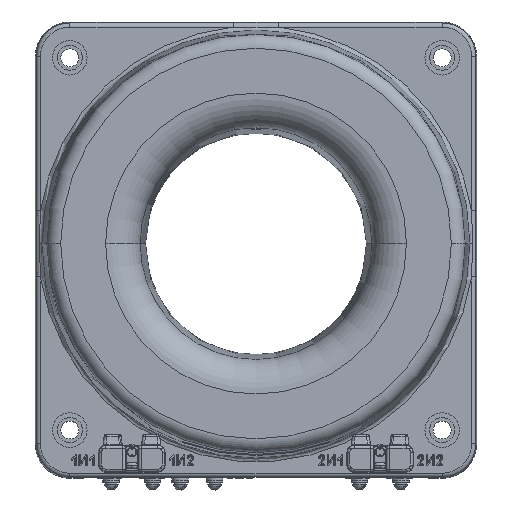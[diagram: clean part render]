
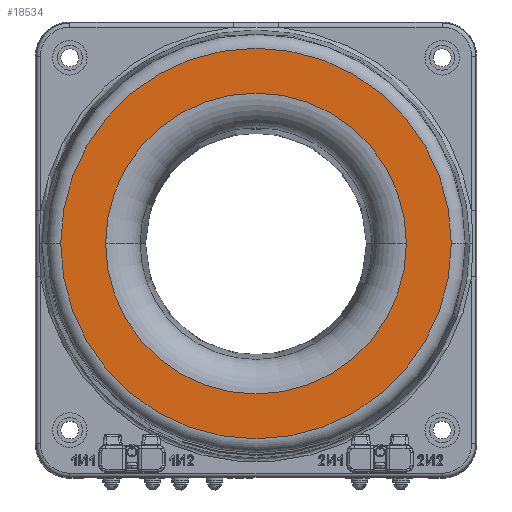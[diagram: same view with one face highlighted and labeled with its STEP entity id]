
A CAD part, top view. The second image highlights one B-rep face of the part: STEP entity #18534.
In plain terms, the highlighted planar face has unit normal (0, 0, 1).
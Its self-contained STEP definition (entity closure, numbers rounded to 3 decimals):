
#8825 = CARTESIAN_POINT ( 'NONE',  ( -141.661, 0., 175. ) ) ;
#8871 = CARTESIAN_POINT ( 'NONE',  ( -109.099, 0., 175. ) ) ;
#8913 = CARTESIAN_POINT ( 'NONE',  ( 141.661, 0., 175. ) ) ;
#8949 = CARTESIAN_POINT ( 'NONE',  ( 109.099, 0., 175. ) ) ;
#9524 = DIRECTION ( 'NONE',  ( 1., 0., 0. ) ) ;
#9537 = CARTESIAN_POINT ( 'NONE',  ( 0., 0., 175. ) ) ;
#9538 = DIRECTION ( 'NONE',  ( 0., 0., 1. ) ) ;
#9551 = CARTESIAN_POINT ( 'NONE',  ( 0., 0., 175. ) ) ;
#9558 = DIRECTION ( 'NONE',  ( 0., 0., 1. ) ) ;
#9585 = DIRECTION ( 'NONE',  ( 1., 0., 0. ) ) ;
#10317 = CARTESIAN_POINT ( 'NONE',  ( 0., 0., 175. ) ) ;
#10336 = DIRECTION ( 'NONE',  ( -1., 0., 0. ) ) ;
#10356 = CARTESIAN_POINT ( 'NONE',  ( 0., 0., 175. ) ) ;
#10358 = DIRECTION ( 'NONE',  ( 0., 0., -1. ) ) ;
#10380 = DIRECTION ( 'NONE',  ( -1., 0., 0. ) ) ;
#10395 = DIRECTION ( 'NONE',  ( 0., 0., -1. ) ) ;
#16773 = AXIS2_PLACEMENT_3D ( 'NONE', #29602, #29604, #29605 ) ;
#16890 = AXIS2_PLACEMENT_3D ( 'NONE', #10317, #10358, #10336 ) ;
#16898 = AXIS2_PLACEMENT_3D ( 'NONE', #9537, #9538, #9524 ) ;
#16904 = AXIS2_PLACEMENT_3D ( 'NONE', #10356, #10395, #10380 ) ;
#16909 = AXIS2_PLACEMENT_3D ( 'NONE', #9551, #9558, #9585 ) ;
#17730 = EDGE_CURVE ( 'NONE', #24883, #24899, #27084, .T. ) ;
#17735 = EDGE_CURVE ( 'NONE', #24899, #24883, #27053, .T. ) ;
#17768 = EDGE_CURVE ( 'NONE', #24837, #24809, #27138, .T. ) ;
#17782 = EDGE_CURVE ( 'NONE', #24809, #24837, #27145, .T. ) ;
#18534 = ADVANCED_FACE ( 'NONE', ( #21281, #21293 ), #29584, .F. ) ;
#19666 = ORIENTED_EDGE ( 'NONE', *, *, #17730, .T. ) ;
#19677 = ORIENTED_EDGE ( 'NONE', *, *, #17768, .T. ) ;
#19678 = ORIENTED_EDGE ( 'NONE', *, *, #17782, .T. ) ;
#19701 = ORIENTED_EDGE ( 'NONE', *, *, #17735, .T. ) ;
#20205 = EDGE_LOOP ( 'NONE', ( #19666, #19701 ) ) ;
#20252 = EDGE_LOOP ( 'NONE', ( #19677, #19678 ) ) ;
#21281 = FACE_BOUND ( 'NONE', #20205, .T. ) ;
#21293 = FACE_OUTER_BOUND ( 'NONE', #20252, .T. ) ;
#24809 = VERTEX_POINT ( 'NONE', #8825 ) ;
#24837 = VERTEX_POINT ( 'NONE', #8913 ) ;
#24883 = VERTEX_POINT ( 'NONE', #8871 ) ;
#24899 = VERTEX_POINT ( 'NONE', #8949 ) ;
#27053 = CIRCLE ( 'NONE', #16904, 109.099 ) ;
#27084 = CIRCLE ( 'NONE', #16890, 109.099 ) ;
#27138 = CIRCLE ( 'NONE', #16898, 141.661 ) ;
#27145 = CIRCLE ( 'NONE', #16909, 141.661 ) ;
#29584 = PLANE ( 'NONE',  #16773 ) ;
#29602 = CARTESIAN_POINT ( 'NONE',  ( -141.661, 0., 175. ) ) ;
#29604 = DIRECTION ( 'NONE',  ( 0., 0., -1. ) ) ;
#29605 = DIRECTION ( 'NONE',  ( -1., 0., 0. ) ) ;
